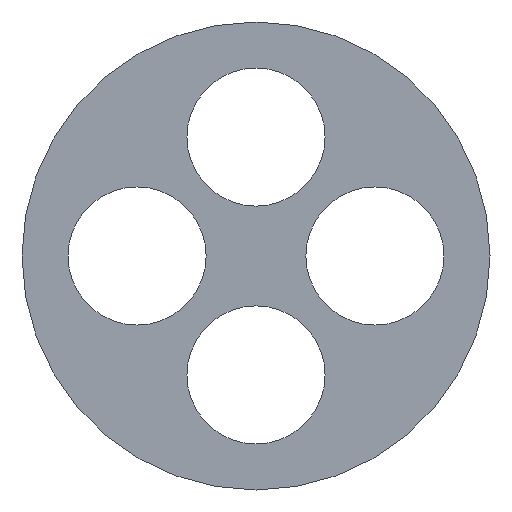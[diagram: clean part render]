
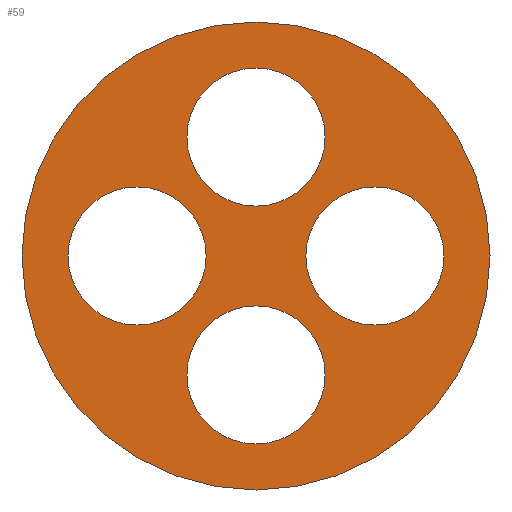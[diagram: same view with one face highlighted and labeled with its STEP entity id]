
A CAD part, left-side view. The second image highlights one B-rep face of the part: STEP entity #59.
In plain terms, the highlighted planar face has unit normal (-1, 0, 0).
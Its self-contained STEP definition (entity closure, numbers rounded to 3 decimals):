
#59 = ADVANCED_FACE( '', ( #143, #144, #145, #146, #147 ), #148, .F. );
#143 = FACE_BOUND( '', #264, .T. );
#144 = FACE_BOUND( '', #265, .T. );
#145 = FACE_BOUND( '', #266, .T. );
#146 = FACE_BOUND( '', #267, .T. );
#147 = FACE_OUTER_BOUND( '', #268, .T. );
#148 = PLANE( '', #269 );
#264 = EDGE_LOOP( '', ( #384 ) );
#265 = EDGE_LOOP( '', ( #385 ) );
#266 = EDGE_LOOP( '', ( #386 ) );
#267 = EDGE_LOOP( '', ( #387 ) );
#268 = EDGE_LOOP( '', ( #388 ) );
#269 = AXIS2_PLACEMENT_3D( '', #389, #390, #391 );
#384 = ORIENTED_EDGE( '', *, *, #677, .T. );
#385 = ORIENTED_EDGE( '', *, *, #678, .T. );
#386 = ORIENTED_EDGE( '', *, *, #679, .T. );
#387 = ORIENTED_EDGE( '', *, *, #680, .T. );
#388 = ORIENTED_EDGE( '', *, *, #681, .F. );
#389 = CARTESIAN_POINT( '', ( 0., 0., 0. ) );
#390 = DIRECTION( '', ( 1., 0., 0. ) );
#391 = DIRECTION( '', ( 0., 0., -1. ) );
#677 = EDGE_CURVE( '', #796, #796, #797, .T. );
#678 = EDGE_CURVE( '', #798, #798, #799, .T. );
#679 = EDGE_CURVE( '', #800, #800, #801, .T. );
#680 = EDGE_CURVE( '', #802, #802, #803, .T. );
#681 = EDGE_CURVE( '', #804, #804, #805, .T. );
#796 = VERTEX_POINT( '', #971 );
#797 = CIRCLE( '', #972, 4.5 );
#798 = VERTEX_POINT( '', #973 );
#799 = CIRCLE( '', #974, 4.5 );
#800 = VERTEX_POINT( '', #975 );
#801 = CIRCLE( '', #976, 4.5 );
#802 = VERTEX_POINT( '', #977 );
#803 = CIRCLE( '', #978, 4.5 );
#804 = VERTEX_POINT( '', #979 );
#805 = CIRCLE( '', #980, 15.25 );
#971 = CARTESIAN_POINT( '', ( 0., 0., 3.25 ) );
#972 = AXIS2_PLACEMENT_3D( '', #1192, #1193, #1194 );
#973 = CARTESIAN_POINT( '', ( 0., -7.75, -4.5 ) );
#974 = AXIS2_PLACEMENT_3D( '', #1195, #1196, #1197 );
#975 = CARTESIAN_POINT( '', ( 0., 7.75, -4.5 ) );
#976 = AXIS2_PLACEMENT_3D( '', #1198, #1199, #1200 );
#977 = CARTESIAN_POINT( '', ( 0., 0., -12.25 ) );
#978 = AXIS2_PLACEMENT_3D( '', #1201, #1202, #1203 );
#979 = CARTESIAN_POINT( '', ( 0., 0., -15.25 ) );
#980 = AXIS2_PLACEMENT_3D( '', #1204, #1205, #1206 );
#1192 = CARTESIAN_POINT( '', ( 0., 0., 7.75 ) );
#1193 = DIRECTION( '', ( 1., 0., 0. ) );
#1194 = DIRECTION( '', ( 0., 0., -1. ) );
#1195 = CARTESIAN_POINT( '', ( 0., -7.75, 0. ) );
#1196 = DIRECTION( '', ( 1., 0., 0. ) );
#1197 = DIRECTION( '', ( 0., 0., -1. ) );
#1198 = CARTESIAN_POINT( '', ( 0., 7.75, 0. ) );
#1199 = DIRECTION( '', ( 1., 0., 0. ) );
#1200 = DIRECTION( '', ( 0., 0., -1. ) );
#1201 = CARTESIAN_POINT( '', ( 0., 0., -7.75 ) );
#1202 = DIRECTION( '', ( 1., 0., 0. ) );
#1203 = DIRECTION( '', ( 0., 0., -1. ) );
#1204 = CARTESIAN_POINT( '', ( 0., 0., 0. ) );
#1205 = DIRECTION( '', ( 1., 0., 0. ) );
#1206 = DIRECTION( '', ( 0., 0., -1. ) );
